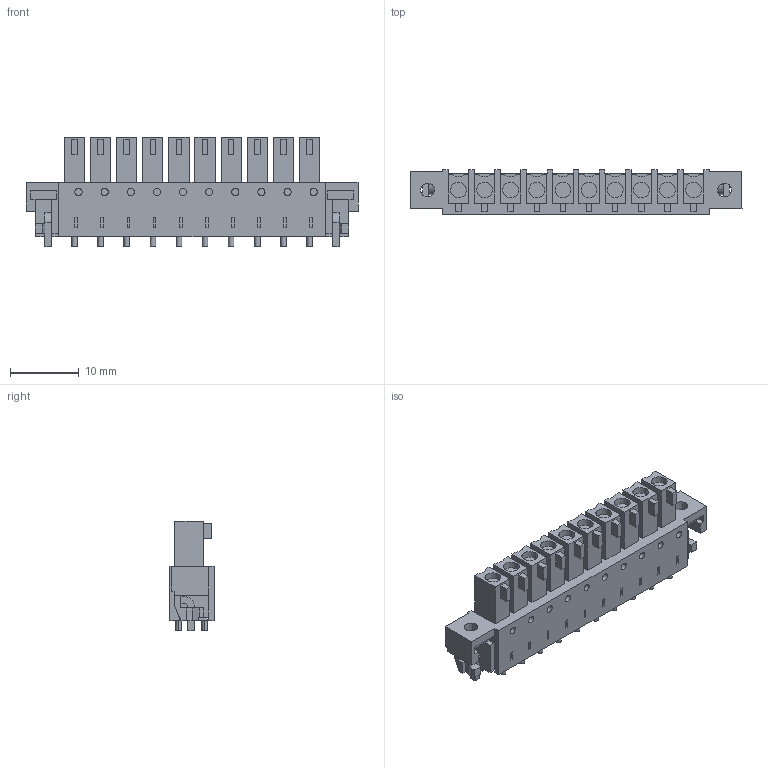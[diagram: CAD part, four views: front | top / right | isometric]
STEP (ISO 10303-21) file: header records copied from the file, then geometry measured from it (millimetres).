
FILE_DESCRIPTION(('CATIA V5 STEP Exchange','CAx-IF Rec.Pracs.--- Model Styling and Organization---1.4--- 2014-01-23'),'2;1');
FILE_NAME ('D1447103_1_1029350000_1029350000.stp','2023-04-28T10:29:52+00:00',('none'),('Weidmueller'),'CATIA Version 5-6 Release 2016 SP3 HF44','CATIA V5 STEP AP214','none');
FILE_SCHEMA(('AUTOMOTIVE_DESIGN { 1 0 10303 214 1 1 1 1 }'));
Length unit declared in the file: millimetre
Products named in the file (1): 1029350000
Bounding box: 48.4 x 6.45 x 16 mm (x, y, z)
Volume: 2702 mm3; surface area: 3125.3 mm2
Topology: 23 solids, 23 shells, 758 faces, 1892 edges, 1228 vertices
Faces by surface type: plane 660, cylinder 98
Entity records: 21081 total; most frequent: CARTESIAN_POINT 3934, ORIENTED_EDGE 3784, DIRECTION 2691, EDGE_CURVE 1892, VECTOR 1656, LINE 1656, VERTEX_POINT 1228, EDGE_LOOP 814
